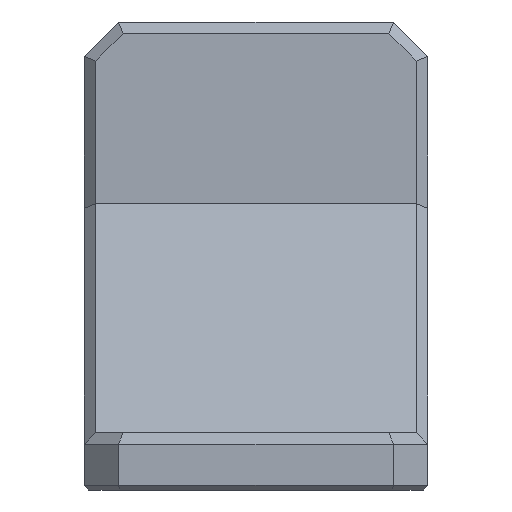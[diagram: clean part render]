
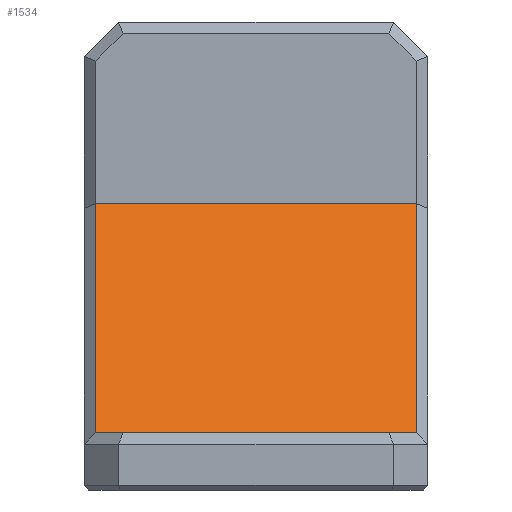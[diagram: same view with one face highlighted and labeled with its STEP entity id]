
A CAD part, front view. The second image highlights one B-rep face of the part: STEP entity #1534.
In plain terms, the highlighted planar face has unit normal (0, -0.707, 0.707).
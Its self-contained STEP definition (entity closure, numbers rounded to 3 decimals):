
#168=FACE_OUTER_BOUND('',#267,.T.);
#267=EDGE_LOOP('',(#1350,#1351,#1352,#1353));
#341=LINE('',#2286,#516);
#443=LINE('',#2530,#618);
#445=LINE('',#2534,#620);
#446=LINE('',#2536,#621);
#516=VECTOR('',#1845,10.);
#618=VECTOR('',#2089,10.);
#620=VECTOR('',#2095,10.);
#621=VECTOR('',#2098,10.);
#675=VERTEX_POINT('',#2282);
#677=VERTEX_POINT('',#2285);
#743=VERTEX_POINT('',#2497);
#748=VERTEX_POINT('',#2521);
#829=EDGE_CURVE('',#677,#675,#341,.T.);
#953=EDGE_CURVE('',#748,#675,#443,.T.);
#955=EDGE_CURVE('',#677,#743,#445,.T.);
#956=EDGE_CURVE('',#748,#743,#446,.T.);
#1350=ORIENTED_EDGE('',*,*,#953,.F.);
#1351=ORIENTED_EDGE('',*,*,#956,.T.);
#1352=ORIENTED_EDGE('',*,*,#955,.F.);
#1353=ORIENTED_EDGE('',*,*,#829,.T.);
#1442=PLANE('',#1677);
#1534=ADVANCED_FACE('',(#168),#1442,.T.);
#1677=AXIS2_PLACEMENT_3D('',#2538,#2101,#2102);
#1845=DIRECTION('',(1.,0.,0.));
#2089=DIRECTION('',(0.,-0.707,-0.707));
#2095=DIRECTION('',(0.,0.707,0.707));
#2098=DIRECTION('',(-1.,0.,0.));
#2101=DIRECTION('center_axis',(0.,-0.707,
0.707));
#2102=DIRECTION('ref_axis',(-1.,0.,0.));
#2282=CARTESIAN_POINT('',(14.,-6.6,5.));
#2285=CARTESIAN_POINT('',(-14.,-6.6,5.));
#2286=CARTESIAN_POINT('',(7.5,-6.6,5.));
#2497=CARTESIAN_POINT('',(-14.,13.4,25.));
#2521=CARTESIAN_POINT('',(14.,13.4,25.));
#2530=CARTESIAN_POINT('',(14.,5.1,16.7));
#2534=CARTESIAN_POINT('',(-14.,14.563,26.163));
#2536=CARTESIAN_POINT('',(7.5,13.4,25.));
#2538=CARTESIAN_POINT('Origin',(7.5,3.4,15.));
